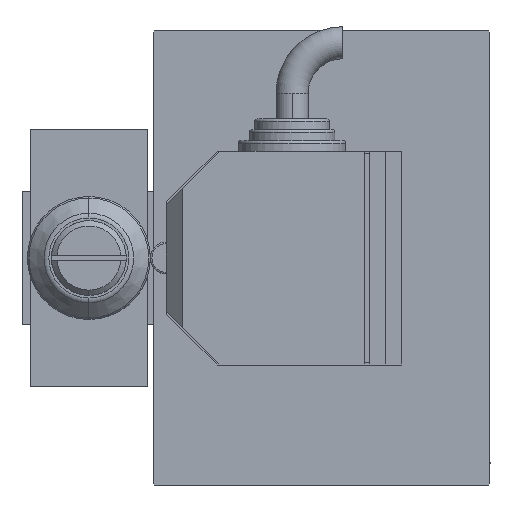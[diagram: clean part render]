
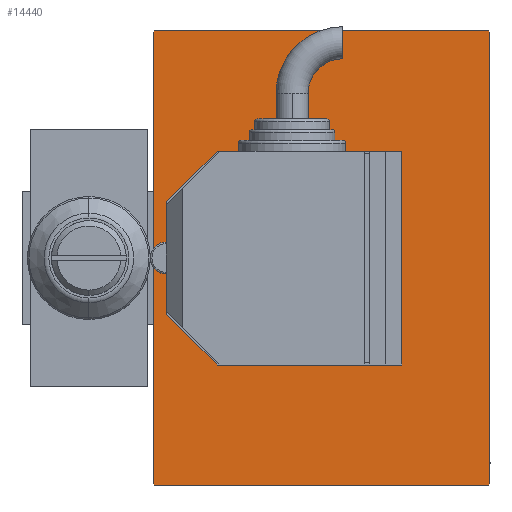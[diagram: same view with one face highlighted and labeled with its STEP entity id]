
A CAD part, left-side view. The second image highlights one B-rep face of the part: STEP entity #14440.
In plain terms, the highlighted face is planar.
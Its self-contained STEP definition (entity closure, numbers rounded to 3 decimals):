
#601 = LINE ( 'NONE', #12730, #38841 ) ;
#1903 = DIRECTION ( 'NONE',  ( 0., -1., 0. ) ) ;
#2609 = VERTEX_POINT ( 'NONE', #15989 ) ;
#3353 = VECTOR ( 'NONE', #44796, 1000. ) ;
#4423 = CARTESIAN_POINT ( 'NONE',  ( 88., 31.5, 42.5 ) ) ;
#4786 = CARTESIAN_POINT ( 'NONE',  ( 88., 31.2, -42.5 ) ) ;
#4844 = EDGE_CURVE ( 'NONE', #6998, #19418, #14794, .T. ) ;
#4912 = ORIENTED_EDGE ( 'NONE', *, *, #4844, .T. ) ;
#6998 = VERTEX_POINT ( 'NONE', #22781 ) ;
#7605 = DIRECTION ( 'NONE',  ( 0., 0.707, -0.707 ) ) ;
#7815 = VERTEX_POINT ( 'NONE', #30890 ) ;
#7905 = CARTESIAN_POINT ( 'NONE',  ( 88., -31.5, -42.5 ) ) ;
#8778 = ORIENTED_EDGE ( 'NONE', *, *, #38097, .T. ) ;
#9454 = VECTOR ( 'NONE', #15033, 1000. ) ;
#10241 = VERTEX_POINT ( 'NONE', #15239 ) ;
#10489 = PLANE ( 'NONE',  #39036 ) ;
#10579 = LINE ( 'NONE', #25701, #35070 ) ;
#10599 = EDGE_CURVE ( 'NONE', #19418, #2609, #48084, .T. ) ;
#12730 = CARTESIAN_POINT ( 'NONE',  ( 88., -31.5, 42.5 ) ) ;
#12879 = VECTOR ( 'NONE', #28131, 1000. ) ;
#13212 = EDGE_CURVE ( 'NONE', #10241, #43181, #23015, .T. ) ;
#13900 = DIRECTION ( 'NONE',  ( 0., -0.707, 0.707 ) ) ;
#14440 = ADVANCED_FACE ( 'NONE', ( #47898 ), #10489, .T. ) ;
#14794 = LINE ( 'NONE', #30643, #9454 ) ;
#15033 = DIRECTION ( 'NONE',  ( 0., 0., 1. ) ) ;
#15239 = CARTESIAN_POINT ( 'NONE',  ( 88., -31.2, -42.5 ) ) ;
#15989 = CARTESIAN_POINT ( 'NONE',  ( 88., 31.2, 42.5 ) ) ;
#16017 = CARTESIAN_POINT ( 'NONE',  ( 88., -31.5, 42.2 ) ) ;
#16940 = CARTESIAN_POINT ( 'NONE',  ( 88., -31.2, 42.5 ) ) ;
#18357 = ORIENTED_EDGE ( 'NONE', *, *, #30582, .T. ) ;
#19418 = VERTEX_POINT ( 'NONE', #39583 ) ;
#22187 = ORIENTED_EDGE ( 'NONE', *, *, #38304, .T. ) ;
#22781 = CARTESIAN_POINT ( 'NONE',  ( 88., 31.5, -42.2 ) ) ;
#22996 = LINE ( 'NONE', #26952, #3353 ) ;
#23015 = LINE ( 'NONE', #7905, #12879 ) ;
#23587 = ORIENTED_EDGE ( 'NONE', *, *, #40732, .T. ) ;
#24256 = DIRECTION ( 'NONE',  ( 0., 0.707, 0.707 ) ) ;
#24464 = LINE ( 'NONE', #4423, #46064 ) ;
#25358 = DIRECTION ( 'NONE',  ( 1., 0., 0. ) ) ;
#25463 = VERTEX_POINT ( 'NONE', #16940 ) ;
#25701 = CARTESIAN_POINT ( 'NONE',  ( 88., -36.85, -36.85 ) ) ;
#26952 = CARTESIAN_POINT ( 'NONE',  ( 88., -36.85, 36.85 ) ) ;
#28131 = DIRECTION ( 'NONE',  ( 0., 1., 0. ) ) ;
#29402 = VECTOR ( 'NONE', #13900, 1000. ) ;
#30056 = DIRECTION ( 'NONE',  ( 0., 0., -1. ) ) ;
#30156 = EDGE_CURVE ( 'NONE', #43181, #6998, #46548, .T. ) ;
#30582 = EDGE_CURVE ( 'NONE', #48623, #7815, #601, .T. ) ;
#30643 = CARTESIAN_POINT ( 'NONE',  ( 88., 31.5, -42.5 ) ) ;
#30890 = CARTESIAN_POINT ( 'NONE',  ( 88., -31.5, -42.2 ) ) ;
#34540 = DIRECTION ( 'NONE',  ( 0., 0., -1. ) ) ;
#35070 = VECTOR ( 'NONE', #7605, 1000. ) ;
#37544 = ORIENTED_EDGE ( 'NONE', *, *, #10599, .T. ) ;
#38097 = EDGE_CURVE ( 'NONE', #25463, #48623, #22996, .T. ) ;
#38304 = EDGE_CURVE ( 'NONE', #2609, #25463, #24464, .T. ) ;
#38841 = VECTOR ( 'NONE', #34540, 1000. ) ;
#39036 = AXIS2_PLACEMENT_3D ( 'NONE', #48637, #25358, #30056 ) ;
#39350 = CARTESIAN_POINT ( 'NONE',  ( 88., 36.85, -36.85 ) ) ;
#39583 = CARTESIAN_POINT ( 'NONE',  ( 88., 31.5, 42.2 ) ) ;
#40152 = CARTESIAN_POINT ( 'NONE',  ( 88., 36.85, 36.85 ) ) ;
#40732 = EDGE_CURVE ( 'NONE', #7815, #10241, #10579, .T. ) ;
#41881 = EDGE_LOOP ( 'NONE', ( #43717, #47333, #4912, #37544, #22187, #8778, #18357, #23587 ) ) ;
#42451 = VECTOR ( 'NONE', #24256, 1000. ) ;
#43181 = VERTEX_POINT ( 'NONE', #4786 ) ;
#43717 = ORIENTED_EDGE ( 'NONE', *, *, #13212, .T. ) ;
#44796 = DIRECTION ( 'NONE',  ( 0., -0.707, -0.707 ) ) ;
#46064 = VECTOR ( 'NONE', #1903, 1000. ) ;
#46548 = LINE ( 'NONE', #39350, #42451 ) ;
#47333 = ORIENTED_EDGE ( 'NONE', *, *, #30156, .T. ) ;
#47898 = FACE_OUTER_BOUND ( 'NONE', #41881, .T. ) ;
#48084 = LINE ( 'NONE', #40152, #29402 ) ;
#48623 = VERTEX_POINT ( 'NONE', #16017 ) ;
#48637 = CARTESIAN_POINT ( 'NONE',  ( 88., 0., 0. ) ) ;
